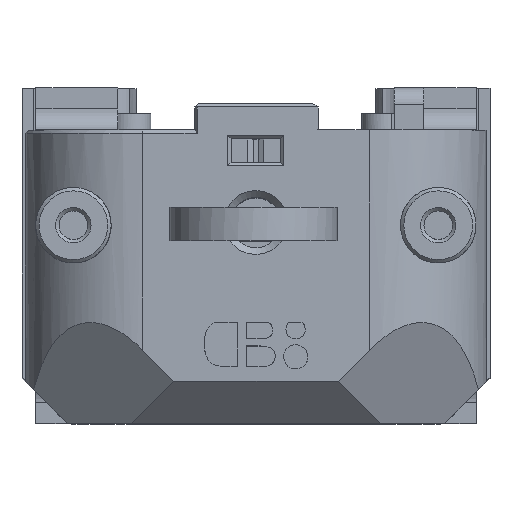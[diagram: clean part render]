
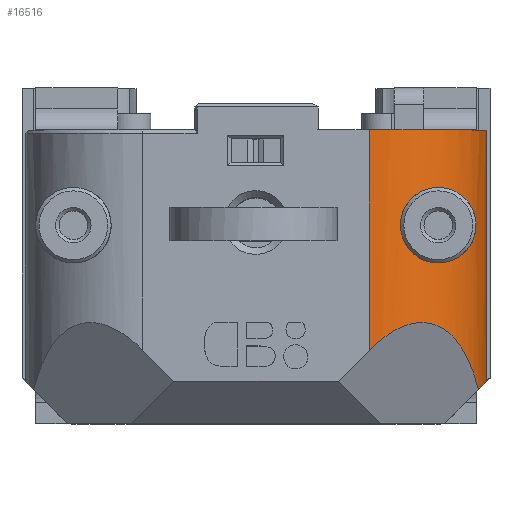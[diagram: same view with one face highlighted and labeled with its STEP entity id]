
A CAD part, top view. The second image highlights one B-rep face of the part: STEP entity #16516.
In plain terms, the highlighted cylindrical face has radius 7 mm (diameter 14 mm), a partial arc.
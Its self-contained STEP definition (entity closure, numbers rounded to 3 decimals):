
#75=ELLIPSE('',#17651,17.147,7.);
#76=ELLIPSE('',#17652,9.9,7.);
#225=FACE_BOUND('',#6210,.T.);
#360=CYLINDRICAL_SURFACE('',#17650,7.);
#673=LINE('',#25079,#2296);
#892=LINE('',#25954,#2515);
#2296=VECTOR('',#19331,5.);
#2515=VECTOR('',#19764,5.);
#3908=CIRCLE('',#17560,7.);
#5209=FACE_OUTER_BOUND('',#6209,.T.);
#6209=EDGE_LOOP('',(#12104,#12105,#12106,#12107,#12108));
#6210=EDGE_LOOP('',(#12109,#12110));
#7259=B_SPLINE_CURVE_WITH_KNOTS('',3,(#25781,#25782,#25783,#25784,#25785,
#25786,#25787,#25788,#25789,#25790,#25791,#25792,#25793,#25794,#25795,#25796),
 .UNSPECIFIED.,.F.,.F.,(4,2,2,2,2,2,2,4),(0.145,0.216,
0.33,0.444,0.539,0.634,
0.719,0.805),.UNSPECIFIED.);
#7260=B_SPLINE_CURVE_WITH_KNOTS('',3,(#25797,#25798,#25799,#25800,#25801,
#25802,#25803,#25804,#25805,#25806,#25807,#25808,#25809,#25810,#25811,#25812,
#25813,#25814,#25815,#25816,#25817,#25818,#25819,#25820,#25821,#25822,#25823),
 .UNSPECIFIED.,.F.,.F.,(4,2,2,2,2,2,2,2,2,3,2,2,4),(0.805,0.889,
0.973,1.07,1.167,1.293,1.419,
1.514,1.561,1.608,1.662,1.716,
1.753),.UNSPECIFIED.);
#7411=VERTEX_POINT('',#25076);
#7412=VERTEX_POINT('',#25078);
#7506=VERTEX_POINT('',#25374);
#7628=VERTEX_POINT('',#25778);
#7629=VERTEX_POINT('',#25780);
#7674=VERTEX_POINT('',#25950);
#7675=VERTEX_POINT('',#25952);
#9082=EDGE_CURVE('',#7411,#7412,#673,.T.);
#9182=EDGE_CURVE('',#7506,#7412,#3908,.T.);
#9339=EDGE_CURVE('',#7629,#7628,#7259,.T.);
#9340=EDGE_CURVE('',#7628,#7629,#7260,.T.);
#9401=EDGE_CURVE('',#7411,#7674,#75,.T.);
#9402=EDGE_CURVE('',#7675,#7674,#76,.T.);
#9403=EDGE_CURVE('',#7506,#7675,#892,.T.);
#12104=ORIENTED_EDGE('',*,*,#9082,.F.);
#12105=ORIENTED_EDGE('',*,*,#9401,.T.);
#12106=ORIENTED_EDGE('',*,*,#9402,.F.);
#12107=ORIENTED_EDGE('',*,*,#9403,.F.);
#12108=ORIENTED_EDGE('',*,*,#9182,.T.);
#12109=ORIENTED_EDGE('',*,*,#9339,.T.);
#12110=ORIENTED_EDGE('',*,*,#9340,.T.);
#16516=ADVANCED_FACE('',(#5209,#225),#360,.T.);
#17560=AXIS2_PLACEMENT_3D('',#25375,#19416,#19417);
#17650=AXIS2_PLACEMENT_3D('',#25949,#19758,#19759);
#17651=AXIS2_PLACEMENT_3D('',#25951,#19760,#19761);
#17652=AXIS2_PLACEMENT_3D('',#25953,#19762,#19763);
#19331=DIRECTION('',(0.,1.,0.));
#19416=DIRECTION('center_axis',(0.,-1.,0.));
#19417=DIRECTION('ref_axis',(1.,0.,0.006));
#19758=DIRECTION('center_axis',(0.,1.,0.));
#19759=DIRECTION('ref_axis',(1.,0.,0.006));
#19760=DIRECTION('center_axis',(-0.408,0.408,-0.816));
#19761=DIRECTION('ref_axis',(0.183,0.913,0.365));
#19762=DIRECTION('center_axis',(0.707,-0.707,0.));
#19763=DIRECTION('ref_axis',(0.707,0.707,0.));
#19764=DIRECTION('',(0.,-1.,0.));
#25076=CARTESIAN_POINT('',(147.717,-132.801,117.664));
#25078=CARTESIAN_POINT('',(147.717,-119.666,117.664));
#25079=CARTESIAN_POINT('',(147.717,-136.65,117.664));
#25374=CARTESIAN_POINT('',(154.717,-119.666,110.707));
#25375=CARTESIAN_POINT('Origin',(147.717,-119.666,110.664));
#25778=CARTESIAN_POINT('',(149.581,-125.349,117.412));
#25780=CARTESIAN_POINT('',(153.75,-126.524,114.214));
#25781=CARTESIAN_POINT('Ctrl Pts',(153.75,-126.524,114.214));
#25782=CARTESIAN_POINT('Ctrl Pts',(153.654,-126.681,114.378));
#25783=CARTESIAN_POINT('Ctrl Pts',(153.541,-126.821,114.553));
#25784=CARTESIAN_POINT('Ctrl Pts',(153.232,-127.131,114.988));
#25785=CARTESIAN_POINT('Ctrl Pts',(152.993,-127.299,115.282));
#25786=CARTESIAN_POINT('Ctrl Pts',(152.446,-127.534,115.84));
#25787=CARTESIAN_POINT('Ctrl Pts',(152.138,-127.599,116.105));
#25788=CARTESIAN_POINT('Ctrl Pts',(151.575,-127.599,116.514));
#25789=CARTESIAN_POINT('Ctrl Pts',(151.285,-127.553,116.695));
#25790=CARTESIAN_POINT('Ctrl Pts',(150.725,-127.332,116.993));
#25791=CARTESIAN_POINT('Ctrl Pts',(150.456,-127.156,117.11));
#25792=CARTESIAN_POINT('Ctrl Pts',(150.045,-126.745,117.269));
#25793=CARTESIAN_POINT('Ctrl Pts',(149.871,-126.495,117.326));
#25794=CARTESIAN_POINT('Ctrl Pts',(149.639,-125.94,117.396));
#25795=CARTESIAN_POINT('Ctrl Pts',(149.581,-125.636,117.412));
#25796=CARTESIAN_POINT('Ctrl Pts',(149.581,-125.349,117.412));
#25797=CARTESIAN_POINT('Ctrl Pts',(149.581,-125.349,117.412));
#25798=CARTESIAN_POINT('Ctrl Pts',(149.581,-125.07,117.412));
#25799=CARTESIAN_POINT('Ctrl Pts',(149.636,-124.773,117.397));
#25800=CARTESIAN_POINT('Ctrl Pts',(149.859,-124.228,117.33));
#25801=CARTESIAN_POINT('Ctrl Pts',(150.025,-123.98,117.276));
#25802=CARTESIAN_POINT('Ctrl Pts',(150.43,-123.561,117.121));
#25803=CARTESIAN_POINT('Ctrl Pts',(150.703,-123.379,117.004));
#25804=CARTESIAN_POINT('Ctrl Pts',(151.273,-123.148,116.703));
#25805=CARTESIAN_POINT('Ctrl Pts',(151.569,-123.099,116.518));
#25806=CARTESIAN_POINT('Ctrl Pts',(152.171,-123.099,116.081));
#25807=CARTESIAN_POINT('Ctrl Pts',(152.508,-123.179,115.786));
#25808=CARTESIAN_POINT('Ctrl Pts',(153.096,-123.461,115.164));
#25809=CARTESIAN_POINT('Ctrl Pts',(153.348,-123.661,114.837));
#25810=CARTESIAN_POINT('Ctrl Pts',(153.69,-124.062,114.324));
#25811=CARTESIAN_POINT('Ctrl Pts',(153.825,-124.275,114.09));
#25812=CARTESIAN_POINT('Ctrl Pts',(153.97,-124.64,113.812));
#25813=CARTESIAN_POINT('Ctrl Pts',(154.01,-124.77,113.732));
#25814=CARTESIAN_POINT('Ctrl Pts',(154.065,-125.046,113.616));
#25815=CARTESIAN_POINT('Ctrl Pts',(154.081,-125.192,113.58));
#25816=CARTESIAN_POINT('Ctrl Pts',(154.081,-125.349,113.58));
#25817=CARTESIAN_POINT('Ctrl Pts',(154.081,-125.53,113.58));
#25818=CARTESIAN_POINT('Ctrl Pts',(154.06,-125.691,113.626));
#25819=CARTESIAN_POINT('Ctrl Pts',(153.992,-125.994,113.768));
#25820=CARTESIAN_POINT('Ctrl Pts',(153.944,-126.135,113.864));
#25821=CARTESIAN_POINT('Ctrl Pts',(153.845,-126.357,114.049));
#25822=CARTESIAN_POINT('Ctrl Pts',(153.8,-126.443,114.13));
#25823=CARTESIAN_POINT('Ctrl Pts',(153.75,-126.524,114.214));
#25949=CARTESIAN_POINT('Origin',(147.717,-130.166,110.664));
#25950=CARTESIAN_POINT('',(154.226,-135.141,113.24));
#25951=CARTESIAN_POINT('Origin',(147.717,-146.801,110.664));
#25952=CARTESIAN_POINT('',(154.717,-134.65,110.707));
#25953=CARTESIAN_POINT('Origin',(147.717,-141.65,110.664));
#25954=CARTESIAN_POINT('',(154.717,-136.65,110.707));
